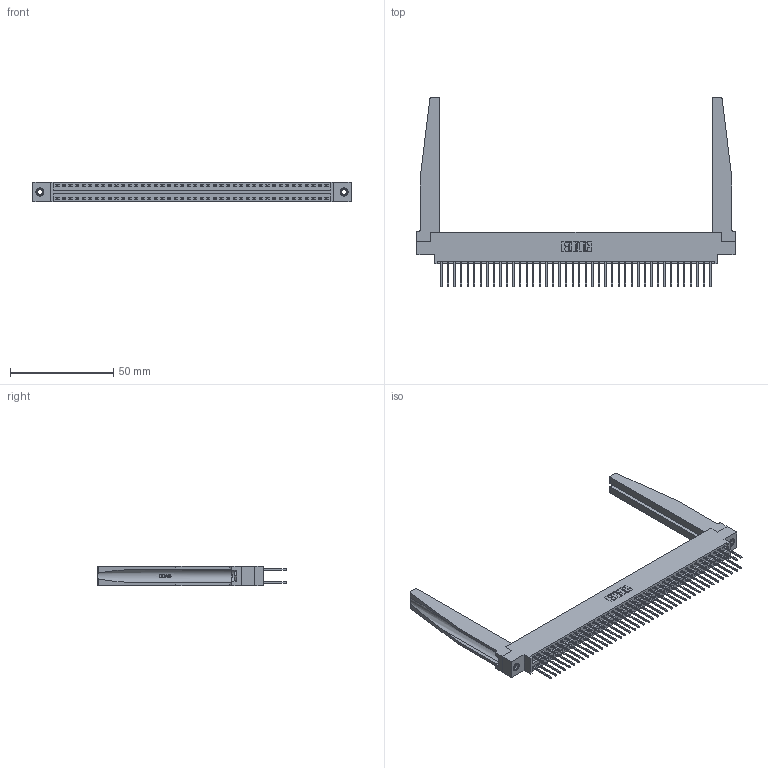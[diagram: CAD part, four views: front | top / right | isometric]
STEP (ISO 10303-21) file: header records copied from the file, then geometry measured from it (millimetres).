
FILE_DESCRIPTION (( 'STEP AP203' ), '1' );
FILE_NAME ('346-084-522-878.STEP', '2022-05-25T19:48:27', ( '' ), ( '' ), 'SwSTEP 2.0', 'SolidWorks 2020', '' );
FILE_SCHEMA (( 'CONFIG_CONTROL_DESIGN' ));
Length unit declared in the file: inch
Products named in the file (5): 345-250-001_345-250-001-102; 346 Part_0.170 Offset - 0.156 Dia-TH; 346-084-522-878; 346-220-078_345-220-078; 345-292-001_345-293-122
Assembly tree (89 placements, depth 2):
  346-084-522-878
    346 Part_0.170 Offset - 0.156 Dia-TH
    345-292-001_345-293-122  x84
    346-220-078_345-220-078  x2
    345-250-001_345-250-001-102  x2
Bounding box: 153.92 x 91.69 x 9.4 mm (x, y, z)
Volume: 21960.9 mm3; surface area: 28439.5 mm2
Topology: 89 solids, 89 shells, 4742 faces, 14005 edges, 9214 vertices
Faces by surface type: plane 3176, cylinder 1514, bspline 36, cone 12, torus 4
Entity records: 32724 total; most frequent: CARTESIAN_POINT 6337, ORIENTED_EDGE 5158, DIRECTION 4621, EDGE_CURVE 2579, LINE 2185, VECTOR 2185, VERTEX_POINT 1712, AXIS2_PLACEMENT_3D 1218
